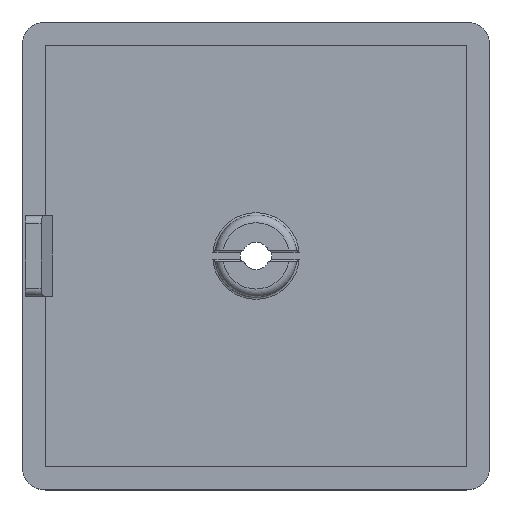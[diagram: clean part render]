
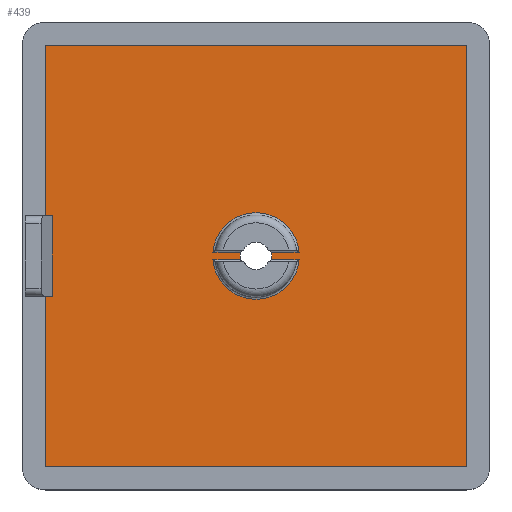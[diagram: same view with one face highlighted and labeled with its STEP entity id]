
A CAD part, top view. The second image highlights one B-rep face of the part: STEP entity #439.
In plain terms, the highlighted planar face has unit normal (0, 0, 1).
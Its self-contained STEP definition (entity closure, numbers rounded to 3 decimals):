
#3 = DIRECTION ( 'NONE',  ( -1., 0., 0. ) ) ;
#19 = DIRECTION ( 'NONE',  ( -1., 0., 0. ) ) ;
#26 = DIRECTION ( 'NONE',  ( -1., 0., 0. ) ) ;
#29 = VECTOR ( 'NONE', #19, 1000. ) ;
#37 = CARTESIAN_POINT ( 'NONE',  ( 5.532, -0.45, 3. ) ) ;
#59 = CARTESIAN_POINT ( 'NONE',  ( 0., 0., 3. ) ) ;
#61 = ORIENTED_EDGE ( 'NONE', *, *, #1359, .T. ) ;
#68 = VERTEX_POINT ( 'NONE', #1362 ) ;
#69 = VECTOR ( 'NONE', #441, 1000. ) ;
#71 = VECTOR ( 'NONE', #3, 1000. ) ;
#110 = VECTOR ( 'NONE', #26, 1000. ) ;
#145 = ORIENTED_EDGE ( 'NONE', *, *, #474, .T. ) ;
#151 = LINE ( 'NONE', #291, #1459 ) ;
#152 = EDGE_CURVE ( 'NONE', #789, #1160, #1254, .T. ) ;
#159 = EDGE_CURVE ( 'NONE', #224, #1235, #1541, .T. ) ;
#166 = CIRCLE ( 'NONE', #317, 2. ) ;
#171 = ORIENTED_EDGE ( 'NONE', *, *, #706, .T. ) ;
#175 = PLANE ( 'NONE',  #1404 ) ;
#194 = DIRECTION ( 'NONE',  ( -1., 0., 0. ) ) ;
#195 = EDGE_CURVE ( 'NONE', #405, #526, #488, .T. ) ;
#224 = VERTEX_POINT ( 'NONE', #1021 ) ;
#248 = EDGE_CURVE ( 'NONE', #1207, #1623, #1425, .T. ) ;
#262 = CARTESIAN_POINT ( 'NONE',  ( -26.1, 5.15, 3. ) ) ;
#265 = CARTESIAN_POINT ( 'NONE',  ( -27., 0.45, 3. ) ) ;
#282 = EDGE_CURVE ( 'NONE', #1511, #625, #1132, .T. ) ;
#285 = CARTESIAN_POINT ( 'NONE',  ( 0., 0., 3. ) ) ;
#291 = CARTESIAN_POINT ( 'NONE',  ( -27., 27., 3. ) ) ;
#303 = EDGE_CURVE ( 'NONE', #1610, #818, #1384, .T. ) ;
#312 = ORIENTED_EDGE ( 'NONE', *, *, #282, .T. ) ;
#316 = CARTESIAN_POINT ( 'NONE',  ( 27., -27., 3. ) ) ;
#317 = AXIS2_PLACEMENT_3D ( 'NONE', #285, #1175, #406 ) ;
#325 = DIRECTION ( 'NONE',  ( -1., 0., 0. ) ) ;
#326 = CARTESIAN_POINT ( 'NONE',  ( -27., 5.15, 3. ) ) ;
#371 = LINE ( 'NONE', #1290, #29 ) ;
#405 = VERTEX_POINT ( 'NONE', #1062 ) ;
#406 = DIRECTION ( 'NONE',  ( -1., 0., 0. ) ) ;
#411 = LINE ( 'NONE', #1206, #69 ) ;
#413 = DIRECTION ( 'NONE',  ( 0., 0., -1. ) ) ;
#436 = DIRECTION ( 'NONE',  ( 1., 0., 0. ) ) ;
#439 = ADVANCED_FACE ( 'NONE', ( #1233, #858 ), #175, .T. ) ;
#441 = DIRECTION ( 'NONE',  ( 1., 0., 0. ) ) ;
#448 = LINE ( 'NONE', #927, #110 ) ;
#468 = CARTESIAN_POINT ( 'NONE',  ( -27., -0.45, 3. ) ) ;
#474 = EDGE_CURVE ( 'NONE', #1469, #567, #770, .T. ) ;
#477 = CARTESIAN_POINT ( 'NONE',  ( -27., -27., 3. ) ) ;
#483 = LINE ( 'NONE', #262, #1010 ) ;
#484 = DIRECTION ( 'NONE',  ( 0., 0., -1. ) ) ;
#488 = LINE ( 'NONE', #888, #1214 ) ;
#511 = CARTESIAN_POINT ( 'NONE',  ( 2., 0., 3. ) ) ;
#526 = VERTEX_POINT ( 'NONE', #326 ) ;
#539 = DIRECTION ( 'NONE',  ( 0., -1., 0. ) ) ;
#542 = CIRCLE ( 'NONE', #1280, 2. ) ;
#546 = ORIENTED_EDGE ( 'NONE', *, *, #828, .T. ) ;
#567 = VERTEX_POINT ( 'NONE', #1471 ) ;
#579 = VERTEX_POINT ( 'NONE', #980 ) ;
#580 = CARTESIAN_POINT ( 'NONE',  ( -27., -27., 3. ) ) ;
#596 = DIRECTION ( 'NONE',  ( 1., 0., 0. ) ) ;
#598 = ORIENTED_EDGE ( 'NONE', *, *, #1335, .T. ) ;
#625 = VERTEX_POINT ( 'NONE', #1286 ) ;
#628 = CARTESIAN_POINT ( 'NONE',  ( -5.532, -0.45, 3. ) ) ;
#641 = CARTESIAN_POINT ( 'NONE',  ( 0., 0., 3. ) ) ;
#658 = CARTESIAN_POINT ( 'NONE',  ( 27., 27., 3. ) ) ;
#668 = LINE ( 'NONE', #468, #1265 ) ;
#701 = CARTESIAN_POINT ( 'NONE',  ( -26.1, -5.15, 3. ) ) ;
#706 = EDGE_CURVE ( 'NONE', #625, #882, #790, .T. ) ;
#708 = EDGE_CURVE ( 'NONE', #579, #526, #448, .T. ) ;
#732 = ORIENTED_EDGE ( 'NONE', *, *, #248, .F. ) ;
#746 = CARTESIAN_POINT ( 'NONE',  ( 0., 0., 3. ) ) ;
#754 = VECTOR ( 'NONE', #1411, 1000. ) ;
#760 = EDGE_CURVE ( 'NONE', #1207, #922, #151, .T. ) ;
#770 = CIRCLE ( 'NONE', #1573, 2. ) ;
#771 = DIRECTION ( 'NONE',  ( -1., 0., 0. ) ) ;
#776 = DIRECTION ( 'NONE',  ( 1., 0., 0. ) ) ;
#787 = ORIENTED_EDGE ( 'NONE', *, *, #159, .T. ) ;
#789 = VERTEX_POINT ( 'NONE', #37 ) ;
#790 = CIRCLE ( 'NONE', #1568, 5.55 ) ;
#794 = VECTOR ( 'NONE', #776, 1000. ) ;
#818 = VERTEX_POINT ( 'NONE', #944 ) ;
#828 = EDGE_CURVE ( 'NONE', #1160, #1469, #411, .T. ) ;
#858 = FACE_OUTER_BOUND ( 'NONE', #953, .T. ) ;
#882 = VERTEX_POINT ( 'NONE', #1083 ) ;
#883 = DIRECTION ( 'NONE',  ( -1., 0., 0. ) ) ;
#888 = CARTESIAN_POINT ( 'NONE',  ( -27., 27., 3. ) ) ;
#904 = CARTESIAN_POINT ( 'NONE',  ( -29.6, -5.15, 3. ) ) ;
#908 = EDGE_CURVE ( 'NONE', #818, #405, #1013, .T. ) ;
#922 = VERTEX_POINT ( 'NONE', #580 ) ;
#924 = CARTESIAN_POINT ( 'NONE',  ( -1.949, -0.45, 3. ) ) ;
#927 = CARTESIAN_POINT ( 'NONE',  ( -29.6, 5.15, 3. ) ) ;
#929 = CARTESIAN_POINT ( 'NONE',  ( -1.949, 0.45, 3. ) ) ;
#930 = LINE ( 'NONE', #477, #1230 ) ;
#939 = DIRECTION ( 'NONE',  ( 0., 0., 1. ) ) ;
#944 = CARTESIAN_POINT ( 'NONE',  ( 27., 27., 3. ) ) ;
#953 = EDGE_LOOP ( 'NONE', ( #1487, #1544, #1204, #732, #1643, #61, #1166, #1336 ) ) ;
#961 = DIRECTION ( 'NONE',  ( 0., 0., -1. ) ) ;
#973 = VECTOR ( 'NONE', #325, 1000. ) ;
#980 = CARTESIAN_POINT ( 'NONE',  ( -26.1, 5.15, 3. ) ) ;
#981 = ORIENTED_EDGE ( 'NONE', *, *, #152, .T. ) ;
#1010 = VECTOR ( 'NONE', #1598, 1000. ) ;
#1013 = LINE ( 'NONE', #1342, #973 ) ;
#1021 = CARTESIAN_POINT ( 'NONE',  ( 1.949, 0.45, 3. ) ) ;
#1062 = CARTESIAN_POINT ( 'NONE',  ( -27., 27., 3. ) ) ;
#1083 = CARTESIAN_POINT ( 'NONE',  ( 5.532, 0.45, 3. ) ) ;
#1132 = LINE ( 'NONE', #265, #71 ) ;
#1138 = DIRECTION ( 'NONE',  ( 0., -1., 0. ) ) ;
#1160 = VERTEX_POINT ( 'NONE', #628 ) ;
#1166 = ORIENTED_EDGE ( 'NONE', *, *, #303, .T. ) ;
#1175 = DIRECTION ( 'NONE',  ( 0., 0., -1. ) ) ;
#1178 = CARTESIAN_POINT ( 'NONE',  ( 0., 0., 3. ) ) ;
#1204 = ORIENTED_EDGE ( 'NONE', *, *, #1301, .F. ) ;
#1206 = CARTESIAN_POINT ( 'NONE',  ( -27., -0.45, 3. ) ) ;
#1207 = VERTEX_POINT ( 'NONE', #1392 ) ;
#1214 = VECTOR ( 'NONE', #1138, 1000. ) ;
#1230 = VECTOR ( 'NONE', #1484, 1000. ) ;
#1233 = FACE_BOUND ( 'NONE', #1504, .T. ) ;
#1235 = VERTEX_POINT ( 'NONE', #511 ) ;
#1254 = CIRCLE ( 'NONE', #1357, 5.55 ) ;
#1260 = CARTESIAN_POINT ( 'NONE',  ( 0., 0., 3. ) ) ;
#1265 = VECTOR ( 'NONE', #596, 1000. ) ;
#1280 = AXIS2_PLACEMENT_3D ( 'NONE', #641, #1526, #771 ) ;
#1286 = CARTESIAN_POINT ( 'NONE',  ( -5.532, 0.45, 3. ) ) ;
#1290 = CARTESIAN_POINT ( 'NONE',  ( -27., 0.45, 3. ) ) ;
#1299 = EDGE_CURVE ( 'NONE', #882, #224, #371, .T. ) ;
#1301 = EDGE_CURVE ( 'NONE', #1623, #579, #483, .T. ) ;
#1302 = DIRECTION ( 'NONE',  ( 1., 0., 0. ) ) ;
#1335 = EDGE_CURVE ( 'NONE', #68, #789, #668, .T. ) ;
#1336 = ORIENTED_EDGE ( 'NONE', *, *, #908, .T. ) ;
#1342 = CARTESIAN_POINT ( 'NONE',  ( -27., 27., 3. ) ) ;
#1357 = AXIS2_PLACEMENT_3D ( 'NONE', #1260, #484, #1377 ) ;
#1359 = EDGE_CURVE ( 'NONE', #922, #1610, #930, .T. ) ;
#1362 = CARTESIAN_POINT ( 'NONE',  ( 1.949, -0.45, 3. ) ) ;
#1377 = DIRECTION ( 'NONE',  ( 1., 0., 0. ) ) ;
#1382 = ORIENTED_EDGE ( 'NONE', *, *, #1468, .T. ) ;
#1384 = LINE ( 'NONE', #658, #754 ) ;
#1389 = ORIENTED_EDGE ( 'NONE', *, *, #1299, .T. ) ;
#1392 = CARTESIAN_POINT ( 'NONE',  ( -27., -5.15, 3. ) ) ;
#1404 = AXIS2_PLACEMENT_3D ( 'NONE', #1438, #939, #436 ) ;
#1411 = DIRECTION ( 'NONE',  ( 0., 1., 0. ) ) ;
#1413 = EDGE_CURVE ( 'NONE', #567, #1511, #542, .T. ) ;
#1425 = LINE ( 'NONE', #904, #794 ) ;
#1433 = AXIS2_PLACEMENT_3D ( 'NONE', #746, #1631, #883 ) ;
#1438 = CARTESIAN_POINT ( 'NONE',  ( -27., -27., 3. ) ) ;
#1459 = VECTOR ( 'NONE', #539, 1000. ) ;
#1468 = EDGE_CURVE ( 'NONE', #1235, #68, #166, .T. ) ;
#1469 = VERTEX_POINT ( 'NONE', #924 ) ;
#1471 = CARTESIAN_POINT ( 'NONE',  ( -2., 0., 3. ) ) ;
#1484 = DIRECTION ( 'NONE',  ( 1., 0., 0. ) ) ;
#1487 = ORIENTED_EDGE ( 'NONE', *, *, #195, .T. ) ;
#1504 = EDGE_LOOP ( 'NONE', ( #981, #546, #145, #1628, #312, #171, #1389, #787, #1382, #598 ) ) ;
#1511 = VERTEX_POINT ( 'NONE', #929 ) ;
#1526 = DIRECTION ( 'NONE',  ( 0., 0., -1. ) ) ;
#1541 = CIRCLE ( 'NONE', #1433, 2. ) ;
#1544 = ORIENTED_EDGE ( 'NONE', *, *, #708, .F. ) ;
#1568 = AXIS2_PLACEMENT_3D ( 'NONE', #1178, #413, #1302 ) ;
#1573 = AXIS2_PLACEMENT_3D ( 'NONE', #59, #961, #194 ) ;
#1598 = DIRECTION ( 'NONE',  ( 0., 1., 0. ) ) ;
#1610 = VERTEX_POINT ( 'NONE', #316 ) ;
#1623 = VERTEX_POINT ( 'NONE', #701 ) ;
#1628 = ORIENTED_EDGE ( 'NONE', *, *, #1413, .T. ) ;
#1631 = DIRECTION ( 'NONE',  ( 0., 0., -1. ) ) ;
#1643 = ORIENTED_EDGE ( 'NONE', *, *, #760, .T. ) ;
